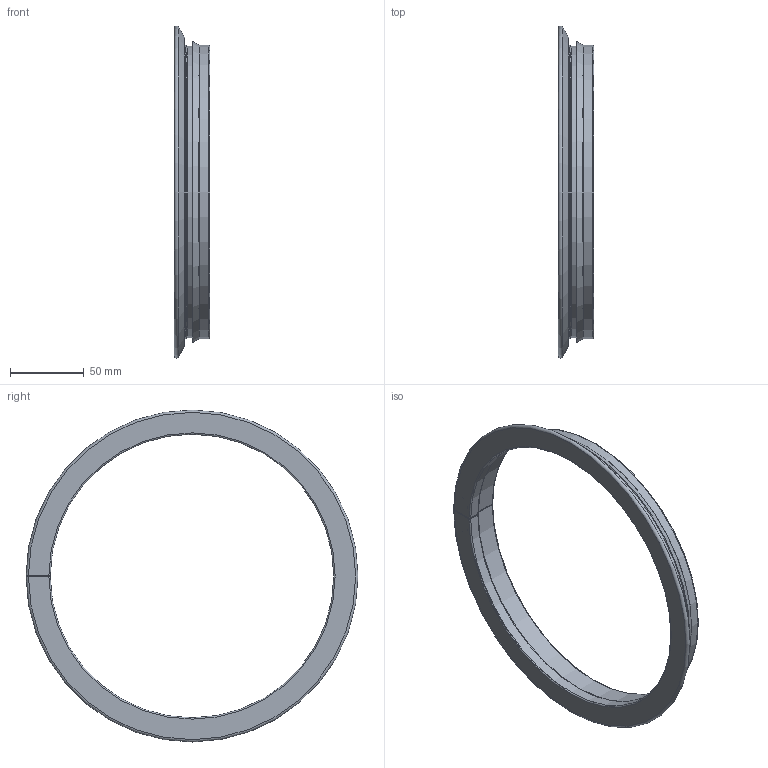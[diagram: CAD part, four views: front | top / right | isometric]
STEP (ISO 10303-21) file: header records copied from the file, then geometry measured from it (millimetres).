
FILE_DESCRIPTION(/* description */ (''),/* implementation_level */ '2;1');
FILE_NAME(/* name */ 'B01A-1001-AF-200.stp',/* time_stamp */ '2017-06-19T07:35:30+02:00',/* author */ (''),/* organization */ (''),/* preprocessor_version */ 'ST-DEVELOPER v11',/* originating_system */ 'SIEMENS UGS NX 6.0',/* authorisation */ '');
FILE_SCHEMA (('CONFIG_CONTROL_DESIGN'));
Length unit declared in the file: millimetre
Products named in the file (1): perlA919s2fm
Bounding box: 24 x 225 x 225 mm (x, y, z)
Volume: 35826.4 mm3; surface area: 118066 mm2
Topology: 2 solids, 2 shells, 63 faces, 177 edges, 118 vertices
Faces by surface type: torus 25, plane 17, cylinder 16, cone 5
Entity records: 2253 total; most frequent: CARTESIAN_POINT 449, DIRECTION 399, ORIENTED_EDGE 354, EDGE_CURVE 177, AXIS2_PLACEMENT_3D 164, VERTEX_POINT 118, CIRCLE 100, LINE 71
